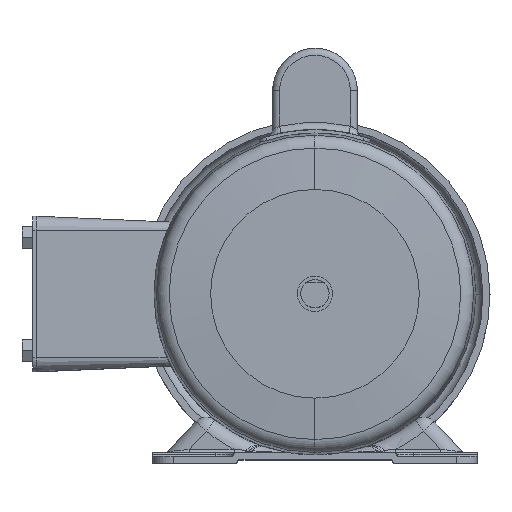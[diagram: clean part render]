
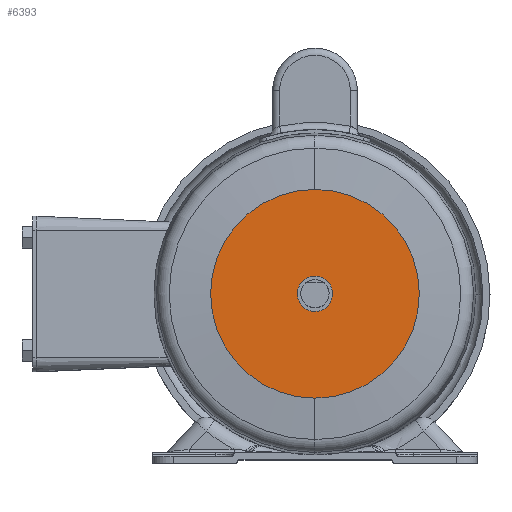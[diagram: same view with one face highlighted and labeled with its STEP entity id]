
A CAD part, top view. The second image highlights one B-rep face of the part: STEP entity #6393.
In plain terms, the highlighted planar face has unit normal (0, 0, 1).
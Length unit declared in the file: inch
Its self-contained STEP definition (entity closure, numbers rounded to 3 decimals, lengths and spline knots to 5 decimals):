
#767 = AXIS2_PLACEMENT_3D ( 'NONE', #945, #7203, #6475 ) ;
#872 = FACE_BOUND ( 'NONE', #2093, .T. ) ;
#945 = CARTESIAN_POINT ( 'NONE',  ( 0., 0., -1.75 ) ) ;
#1195 = VERTEX_POINT ( 'NONE', #7378 ) ;
#1624 = EDGE_LOOP ( 'NONE', ( #7081, #6632 ) ) ;
#1808 = CARTESIAN_POINT ( 'NONE',  ( 0., 0., -1.75 ) ) ;
#1860 = DIRECTION ( 'NONE',  ( 0., 0., 1. ) ) ;
#2093 = EDGE_LOOP ( 'NONE', ( #9975, #9691 ) ) ;
#2164 = VERTEX_POINT ( 'NONE', #6765 ) ;
#2269 = AXIS2_PLACEMENT_3D ( 'NONE', #1808, #2541, #6554 ) ;
#2357 = VERTEX_POINT ( 'NONE', #9383 ) ;
#2435 = DIRECTION ( 'NONE',  ( 0., 0., -1. ) ) ;
#2541 = DIRECTION ( 'NONE',  ( 0., 0., 1. ) ) ;
#2590 = CIRCLE ( 'NONE', #767, 1.845 ) ;
#2610 = AXIS2_PLACEMENT_3D ( 'NONE', #6608, #1860, #4363 ) ;
#2662 = EDGE_CURVE ( 'NONE', #4086, #2357, #2590, .T. ) ;
#2901 = CARTESIAN_POINT ( 'NONE',  ( 0., 0., -1.75 ) ) ;
#3216 = PLANE ( 'NONE',  #8643 ) ;
#3498 = CIRCLE ( 'NONE', #6833, 0.3125 ) ;
#3815 = EDGE_CURVE ( 'NONE', #2357, #4086, #4782, .T. ) ;
#4003 = EDGE_CURVE ( 'NONE', #2164, #1195, #4444, .T. ) ;
#4086 = VERTEX_POINT ( 'NONE', #5452 ) ;
#4363 = DIRECTION ( 'NONE',  ( 0., 1., 0. ) ) ;
#4444 = CIRCLE ( 'NONE', #2610, 0.3125 ) ;
#4782 = CIRCLE ( 'NONE', #2269, 1.845 ) ;
#5452 = CARTESIAN_POINT ( 'NONE',  ( 0., -1.845, -1.75 ) ) ;
#6034 = DIRECTION ( 'NONE',  ( 0., 1., 0. ) ) ;
#6393 = ADVANCED_FACE ( 'NONE', ( #7184, #872 ), #3216, .F. ) ;
#6475 = DIRECTION ( 'NONE',  ( 0., -1., 0. ) ) ;
#6554 = DIRECTION ( 'NONE',  ( 0., -1., 0. ) ) ;
#6608 = CARTESIAN_POINT ( 'NONE',  ( 0., 0., -1.75 ) ) ;
#6632 = ORIENTED_EDGE ( 'NONE', *, *, #2662, .T. ) ;
#6765 = CARTESIAN_POINT ( 'NONE',  ( -0.3125, 0., -1.75 ) ) ;
#6833 = AXIS2_PLACEMENT_3D ( 'NONE', #2901, #9262, #6034 ) ;
#7081 = ORIENTED_EDGE ( 'NONE', *, *, #3815, .T. ) ;
#7184 = FACE_OUTER_BOUND ( 'NONE', #1624, .T. ) ;
#7203 = DIRECTION ( 'NONE',  ( 0., 0., 1. ) ) ;
#7378 = CARTESIAN_POINT ( 'NONE',  ( 0.3125, 0., -1.75 ) ) ;
#8065 = DIRECTION ( 'NONE',  ( 0., 1., 0. ) ) ;
#8643 = AXIS2_PLACEMENT_3D ( 'NONE', #9586, #2435, #8065 ) ;
#9262 = DIRECTION ( 'NONE',  ( 0., 0., 1. ) ) ;
#9383 = CARTESIAN_POINT ( 'NONE',  ( 0., 1.845, -1.75 ) ) ;
#9586 = CARTESIAN_POINT ( 'NONE',  ( 0., 0., -1.75 ) ) ;
#9691 = ORIENTED_EDGE ( 'NONE', *, *, #4003, .F. ) ;
#9921 = EDGE_CURVE ( 'NONE', #1195, #2164, #3498, .T. ) ;
#9975 = ORIENTED_EDGE ( 'NONE', *, *, #9921, .F. ) ;
